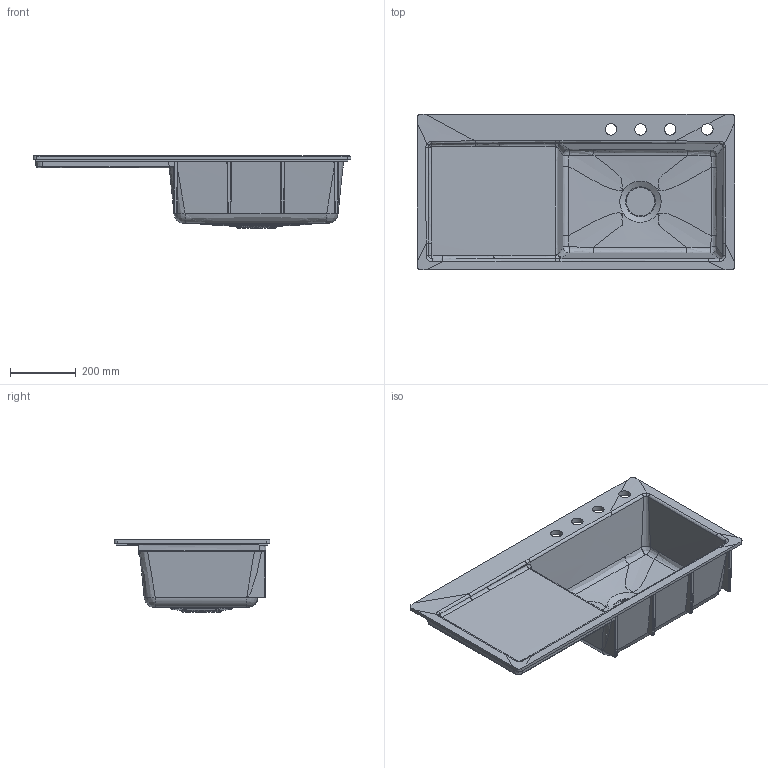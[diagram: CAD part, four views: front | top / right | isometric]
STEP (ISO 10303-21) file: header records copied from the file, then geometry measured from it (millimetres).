
FILE_DESCRIPTION(/* description */ (''),/* implementation_level */ '2;1');
FILE_NAME(/* name */ '67190F_67191F_67192F.stp',/* time_stamp */ '2022-07-12T11:11:54+02:00',/* author */ (''),/* organization */ (''),/* preprocessor_version */ 'ST-DEVELOPER v18.1',/* originating_system */ 'SIEMENS PLM Software NX 1973',/* authorisation */ '');
FILE_SCHEMA (('AUTOMOTIVE_DESIGN { 1 0 10303 214 3 1 1 1 }'));
Length unit declared in the file: millimetre
Products named in the file (1): rupp63C8EE96w83v
Bounding box: 965.71 x 474 x 220.54 mm (x, y, z)
Volume: 10536151.1 mm3; surface area: 1542827.5 mm2
Topology: 1 solids, 1 shells, 280 faces, 729 edges, 433 vertices
Faces by surface type: bspline 242, plane 20, cylinder 8, sphere 6, torus 2, cone 2
Full cylindrical faces by diameter (mm): 35 x4
Entity records: 18990 total; most frequent: CARTESIAN_POINT 14441, ORIENTED_EDGE 1400, EDGE_CURVE 700, B_SPLINE_CURVE_WITH_KNOTS 570, VERTEX_POINT 427, EDGE_LOOP 293, ADVANCED_FACE 280, FACE_OUTER_BOUND 269
